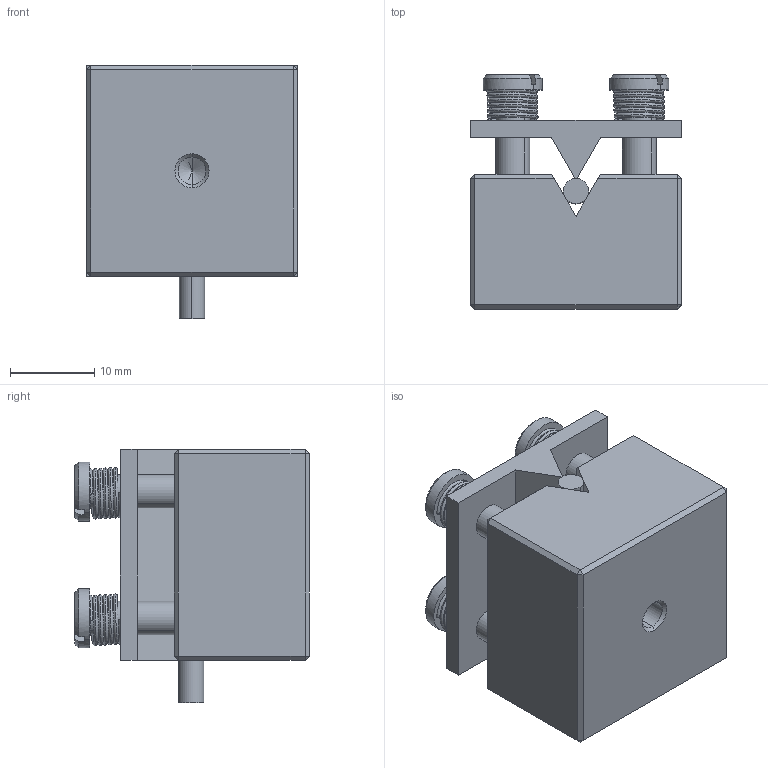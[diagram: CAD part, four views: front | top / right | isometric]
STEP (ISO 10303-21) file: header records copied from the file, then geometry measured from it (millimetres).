
FILE_DESCRIPTION (( 'STEP AP214' ), '1' );
FILE_NAME ('OM-002-030-010_01.STEP', '2024-10-12T15:36:24', ( '' ), ( '' ), 'SwSTEP 2.0', 'SolidWorks 2022', '' );
FILE_SCHEMA (( 'AUTOMOTIVE_DESIGN' ));
Length unit declared in the file: millimetre
Products named in the file (6): OM-002-030-010_01; Spring; OM-002-030-120_01; slotted pan shoulder screw_din_DIN 923 - M3 x 10 --- 4.5N; OM-002-030-110_01; OpticalFiber3mm
Assembly tree (11 placements, depth 2):
  OM-002-030-010_01
    OM-002-030-110_01
    OpticalFiber3mm
    OM-002-030-120_01
    slotted pan shoulder screw_din_DIN 923 - M3 x 10 --- 4.5N  x4
    Spring  x4
Bounding box: 25 x 27.8 x 30 mm (x, y, z)
Volume: 12040.7 mm3; surface area: 6962.5 mm2
Topology: 11 solids, 11 shells, 219 faces, 467 edges, 273 vertices
Faces by surface type: plane 83, cone 52, cylinder 52, torus 24, bspline 8
Entity records: 4809 total; most frequent: CARTESIAN_POINT 1725, DIRECTION 621, ORIENTED_EDGE 518, EDGE_CURVE 259, AXIS2_PLACEMENT_3D 233, LINE 155, VECTOR 155, VERTEX_POINT 153
